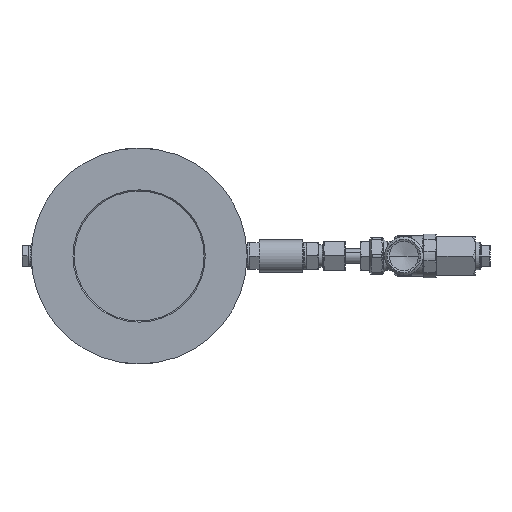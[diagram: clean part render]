
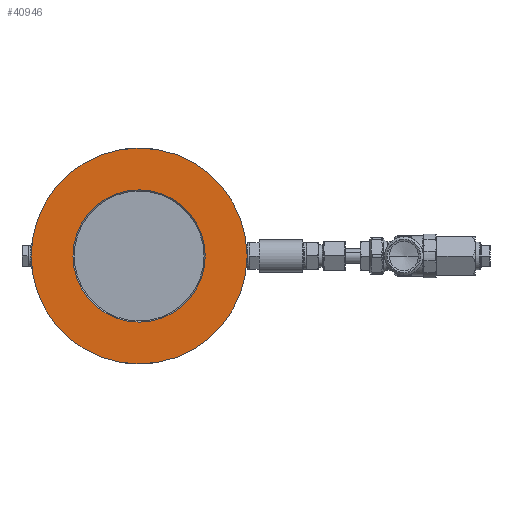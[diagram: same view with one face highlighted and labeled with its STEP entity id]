
A CAD part, front view. The second image highlights one B-rep face of the part: STEP entity #40946.
In plain terms, the highlighted planar face has unit normal (0, -1, 0).
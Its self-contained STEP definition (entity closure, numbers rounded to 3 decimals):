
#504 = CIRCLE ( 'NONE', #11290, 54.5 ) ;
#1765 = DIRECTION ( 'NONE',  ( 0., 1., 0. ) ) ;
#2170 = ORIENTED_EDGE ( 'NONE', *, *, #3355, .F. ) ;
#3299 = DIRECTION ( 'NONE',  ( 0., 0., -1. ) ) ;
#3355 = EDGE_CURVE ( 'NONE', #41106, #24908, #36979, .T. ) ;
#4613 = EDGE_CURVE ( 'NONE', #24908, #41106, #18288, .T. ) ;
#5164 = AXIS2_PLACEMENT_3D ( 'NONE', #22335, #50086, #26312 ) ;
#5942 = FACE_BOUND ( 'NONE', #29300, .T. ) ;
#7622 = VERTEX_POINT ( 'NONE', #8137 ) ;
#8137 = CARTESIAN_POINT ( 'NONE',  ( 0., 0., -54.5 ) ) ;
#11290 = AXIS2_PLACEMENT_3D ( 'NONE', #22279, #50020, #26255 ) ;
#16274 = EDGE_LOOP ( 'NONE', ( #31145, #2170 ) ) ;
#18181 = CIRCLE ( 'NONE', #45303, 54.5 ) ;
#18288 = CIRCLE ( 'NONE', #46637, 89. ) ;
#20160 = CARTESIAN_POINT ( 'NONE',  ( 0., 0., 0. ) ) ;
#22279 = CARTESIAN_POINT ( 'NONE',  ( 0., 0., 0. ) ) ;
#22335 = CARTESIAN_POINT ( 'NONE',  ( 0., 0., 0. ) ) ;
#24165 = DIRECTION ( 'NONE',  ( 0., 0., -1. ) ) ;
#24908 = VERTEX_POINT ( 'NONE', #48157 ) ;
#25433 = CARTESIAN_POINT ( 'NONE',  ( 0., 0., 0. ) ) ;
#26255 = DIRECTION ( 'NONE',  ( 0., 0., -1. ) ) ;
#26312 = DIRECTION ( 'NONE',  ( 0., 0., -1. ) ) ;
#26977 = CARTESIAN_POINT ( 'NONE',  ( -47., 0., 0. ) ) ;
#27961 = ORIENTED_EDGE ( 'NONE', *, *, #34032, .T. ) ;
#29300 = EDGE_LOOP ( 'NONE', ( #27961, #50656 ) ) ;
#29425 = DIRECTION ( 'NONE',  ( 0., 0., -1. ) ) ;
#31088 = CARTESIAN_POINT ( 'NONE',  ( 0., 0., 54.5 ) ) ;
#31145 = ORIENTED_EDGE ( 'NONE', *, *, #4613, .F. ) ;
#34032 = EDGE_CURVE ( 'NONE', #48433, #7622, #18181, .T. ) ;
#34775 = DIRECTION ( 'NONE',  ( 0., 1., 0. ) ) ;
#36979 = CIRCLE ( 'NONE', #5164, 89. ) ;
#37529 = FACE_OUTER_BOUND ( 'NONE', #16274, .T. ) ;
#40737 = EDGE_CURVE ( 'NONE', #7622, #48433, #504, .T. ) ;
#40946 = ADVANCED_FACE ( 'NONE', ( #5942, #37529 ), #46752, .F. ) ;
#41106 = VERTEX_POINT ( 'NONE', #43491 ) ;
#43491 = CARTESIAN_POINT ( 'NONE',  ( 0., 0., -89. ) ) ;
#45303 = AXIS2_PLACEMENT_3D ( 'NONE', #25433, #1765, #29425 ) ;
#45769 = AXIS2_PLACEMENT_3D ( 'NONE', #26977, #34775, #3299 ) ;
#46637 = AXIS2_PLACEMENT_3D ( 'NONE', #20160, #47915, #24165 ) ;
#46752 = PLANE ( 'NONE',  #45769 ) ;
#47915 = DIRECTION ( 'NONE',  ( 0., 1., 0. ) ) ;
#48157 = CARTESIAN_POINT ( 'NONE',  ( 0., 0., 89. ) ) ;
#48433 = VERTEX_POINT ( 'NONE', #31088 ) ;
#50020 = DIRECTION ( 'NONE',  ( 0., 1., 0. ) ) ;
#50086 = DIRECTION ( 'NONE',  ( 0., 1., 0. ) ) ;
#50656 = ORIENTED_EDGE ( 'NONE', *, *, #40737, .T. ) ;
